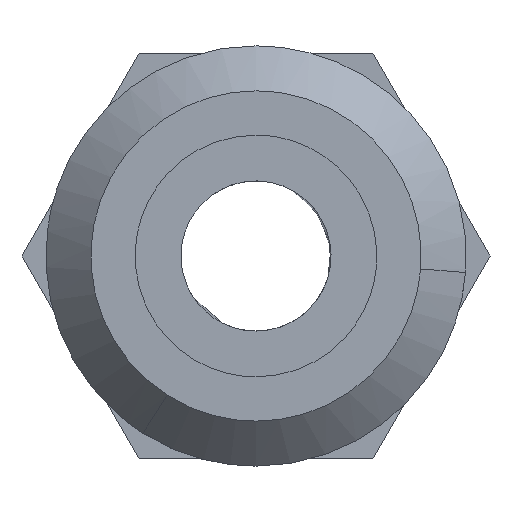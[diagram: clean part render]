
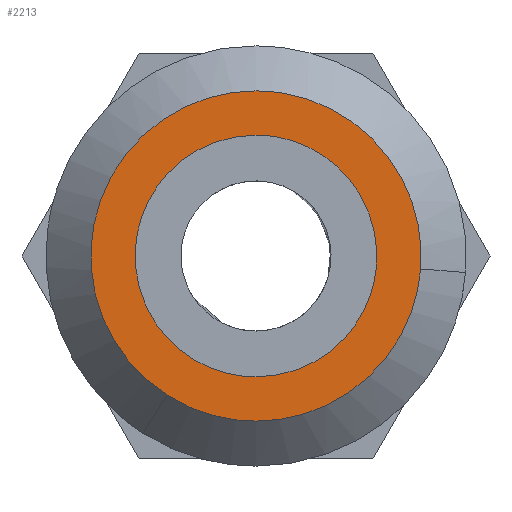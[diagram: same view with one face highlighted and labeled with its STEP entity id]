
A CAD part, front view. The second image highlights one B-rep face of the part: STEP entity #2213.
In plain terms, the highlighted free-form (B-spline) face has degree [1, 1] with [2, 2] control points.
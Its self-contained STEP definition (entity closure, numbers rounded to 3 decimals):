
#520=CARTESIAN_POINT('',(-4.,-7.994,-0.95));
#521=VERTEX_POINT('',#520);
#527=CARTESIAN_POINT('',(-4.,0.0,8.05));
#528=VERTEX_POINT('',#527);
#529=CARTESIAN_POINT('',(-4.,-7.994,-0.95));
#530=CARTESIAN_POINT('',(-4.,-8.05,-0.477));
#531=CARTESIAN_POINT('',(-4.,-8.05,0.0));
#532=CARTESIAN_POINT('',(-4.,-8.05,8.05));
#533=CARTESIAN_POINT('',(-4.,0.0,8.05));
#541=(BOUNDED_CURVE()B_SPLINE_CURVE(2,(#529,#530,#531,#532,#533),.UNSPECIFIED.,.F.,.U.)B_SPLINE_CURVE_WITH_KNOTS((3,2,3),(0.23,0.25,0.5),.UNSPECIFIED.)CURVE()GEOMETRIC_REPRESENTATION_ITEM()RATIONAL_B_SPLINE_CURVE((0.956,0.976,1.0,0.707,1.0))REPRESENTATION_ITEM(''));
#542=EDGE_CURVE('',#521,#528,#541,.T.);
#544=CARTESIAN_POINT('',(-4.,8.035,0.491));
#545=VERTEX_POINT('',#544);
#546=CARTESIAN_POINT('',(-4.,0.0,8.05));
#547=CARTESIAN_POINT('',(-4.,7.573,8.05));
#548=CARTESIAN_POINT('',(-4.,8.035,0.491));
#556=(BOUNDED_CURVE()B_SPLINE_CURVE(2,(#546,#547,#548),.UNSPECIFIED.,.F.,.U.)B_SPLINE_CURVE_WITH_KNOTS((3,3),(0.5,0.739),.UNSPECIFIED.)CURVE()GEOMETRIC_REPRESENTATION_ITEM()RATIONAL_B_SPLINE_CURVE((1.0,0.72,0.976))REPRESENTATION_ITEM(''));
#557=EDGE_CURVE('',#528,#545,#556,.T.);
#631=CARTESIAN_POINT('',(-4.,0.0,-8.05));
#632=VERTEX_POINT('',#631);
#633=CARTESIAN_POINT('',(-4.,8.035,0.491));
#634=CARTESIAN_POINT('',(-4.,8.05,0.246));
#635=CARTESIAN_POINT('',(-4.,8.05,0.0));
#636=CARTESIAN_POINT('',(-4.,8.05,-8.05));
#637=CARTESIAN_POINT('',(-4.,0.0,-8.05));
#645=(BOUNDED_CURVE()B_SPLINE_CURVE(2,(#633,#634,#635,#636,#637),.UNSPECIFIED.,.F.,.U.)B_SPLINE_CURVE_WITH_KNOTS((3,2,3),(0.739,0.75,1.0),.UNSPECIFIED.)CURVE()GEOMETRIC_REPRESENTATION_ITEM()RATIONAL_B_SPLINE_CURVE((0.976,0.988,1.0,0.707,1.0))REPRESENTATION_ITEM(''));
#646=EDGE_CURVE('',#545,#632,#645,.T.);
#648=CARTESIAN_POINT('',(-4.,0.0,-8.05));
#649=CARTESIAN_POINT('',(-4.,-7.15,-8.05));
#650=CARTESIAN_POINT('',(-4.,-7.994,-0.95));
#658=(BOUNDED_CURVE()B_SPLINE_CURVE(2,(#648,#649,#650),.UNSPECIFIED.,.F.,.U.)B_SPLINE_CURVE_WITH_KNOTS((3,3),(0.0,0.23),.UNSPECIFIED.)CURVE()GEOMETRIC_REPRESENTATION_ITEM()RATIONAL_B_SPLINE_CURVE((1.0,0.731,0.956))REPRESENTATION_ITEM(''));
#659=EDGE_CURVE('',#632,#521,#658,.T.);
#908=CARTESIAN_POINT('',(-4.,5.916,-9.273));
#909=VERTEX_POINT('',#908);
#915=CARTESIAN_POINT('',(-4.,0.0,11.));
#916=VERTEX_POINT('',#915);
#917=CARTESIAN_POINT('',(-4.,0.0,11.));
#918=CARTESIAN_POINT('',(-4.,11.,11.));
#919=CARTESIAN_POINT('',(-4.,11.,0.0));
#920=CARTESIAN_POINT('',(-4.,11.,-6.03));
#921=CARTESIAN_POINT('',(-4.,5.916,-9.273));
#929=(BOUNDED_CURVE()B_SPLINE_CURVE(2,(#917,#918,#919,#920,#921),.UNSPECIFIED.,.F.,.U.)B_SPLINE_CURVE_WITH_KNOTS((3,2,3),(0.0,0.25,0.408),.UNSPECIFIED.)CURVE()GEOMETRIC_REPRESENTATION_ITEM()RATIONAL_B_SPLINE_CURVE((1.0,0.707,1.0,0.815,0.864))REPRESENTATION_ITEM(''));
#930=EDGE_CURVE('',#916,#909,#929,.T.);
#932=CARTESIAN_POINT('',(-4.,-10.966,-0.863));
#933=VERTEX_POINT('',#932);
#934=CARTESIAN_POINT('',(-4.,-10.966,-0.863));
#935=CARTESIAN_POINT('',(-4.,-11.,-0.432));
#936=CARTESIAN_POINT('',(-4.,-11.,0.));
#937=CARTESIAN_POINT('',(-4.,-11.,11.));
#938=CARTESIAN_POINT('',(-4.,0.0,11.));
#946=(BOUNDED_CURVE()B_SPLINE_CURVE(2,(#934,#935,#936,#937,#938),.UNSPECIFIED.,.F.,.U.)B_SPLINE_CURVE_WITH_KNOTS((3,2,3),(0.736,0.75,1.0),.UNSPECIFIED.)CURVE()GEOMETRIC_REPRESENTATION_ITEM()RATIONAL_B_SPLINE_CURVE((0.97,0.984,1.0,0.707,1.0))REPRESENTATION_ITEM(''));
#947=EDGE_CURVE('',#933,#916,#946,.T.);
#1051=CARTESIAN_POINT('',(-4.,0.0,-11.));
#1052=VERTEX_POINT('',#1051);
#1053=CARTESIAN_POINT('',(-4.,0.0,-11.));
#1054=CARTESIAN_POINT('',(-4.,-10.168,-11.));
#1055=CARTESIAN_POINT('',(-4.,-10.966,-0.863));
#1063=(BOUNDED_CURVE()B_SPLINE_CURVE(2,(#1053,#1054,#1055),.UNSPECIFIED.,.F.,.U.)B_SPLINE_CURVE_WITH_KNOTS((3,3),(0.5,0.736),.UNSPECIFIED.)CURVE()GEOMETRIC_REPRESENTATION_ITEM()RATIONAL_B_SPLINE_CURVE((1.0,0.723,0.97))REPRESENTATION_ITEM(''));
#1064=EDGE_CURVE('',#1052,#933,#1063,.T.);
#1066=CARTESIAN_POINT('',(-4.,5.916,-9.273));
#1067=CARTESIAN_POINT('',(-4.,3.21,-11.));
#1068=CARTESIAN_POINT('',(-4.,0.0,-11.));
#1076=(BOUNDED_CURVE()B_SPLINE_CURVE(2,(#1066,#1067,#1068),.UNSPECIFIED.,.F.,.U.)B_SPLINE_CURVE_WITH_KNOTS((3,3),(0.408,0.5),.UNSPECIFIED.)CURVE()GEOMETRIC_REPRESENTATION_ITEM()RATIONAL_B_SPLINE_CURVE((0.864,0.892,1.0))REPRESENTATION_ITEM(''));
#1077=EDGE_CURVE('',#909,#1052,#1076,.T.);
#2196=CARTESIAN_POINT('',(-4.,-12.096,12.099));
#2197=CARTESIAN_POINT('',(-4.,-12.096,-12.099));
#2198=CARTESIAN_POINT('',(-4.,12.095,12.099));
#2199=CARTESIAN_POINT('',(-4.,12.095,-12.099));
#2200=B_SPLINE_SURFACE_WITH_KNOTS('',1,1,((#2196,#2198),(#2197,#2199)),.UNSPECIFIED.,.F.,.F.,.U.,(2,2),(2,2),(0.0,24.198),(0.0,24.19),.UNSPECIFIED.);
#2201=ORIENTED_EDGE('',*,*,#930,.T.);
#2202=ORIENTED_EDGE('',*,*,#1077,.T.);
#2203=ORIENTED_EDGE('',*,*,#1064,.T.);
#2204=ORIENTED_EDGE('',*,*,#947,.T.);
#2205=EDGE_LOOP('',(#2201,#2202,#2203,#2204));
#2206=FACE_OUTER_BOUND('',#2205,.T.);
#2207=ORIENTED_EDGE('',*,*,#557,.F.);
#2208=ORIENTED_EDGE('',*,*,#542,.F.);
#2209=ORIENTED_EDGE('',*,*,#659,.F.);
#2210=ORIENTED_EDGE('',*,*,#646,.F.);
#2211=EDGE_LOOP('',(#2207,#2208,#2209,#2210));
#2212=FACE_BOUND('',#2211,.T.);
#2213=ADVANCED_FACE('',(#2206,#2212),#2200,.F.);
